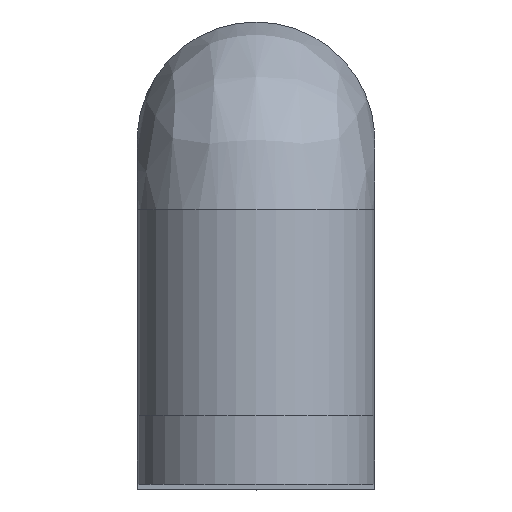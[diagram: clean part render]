
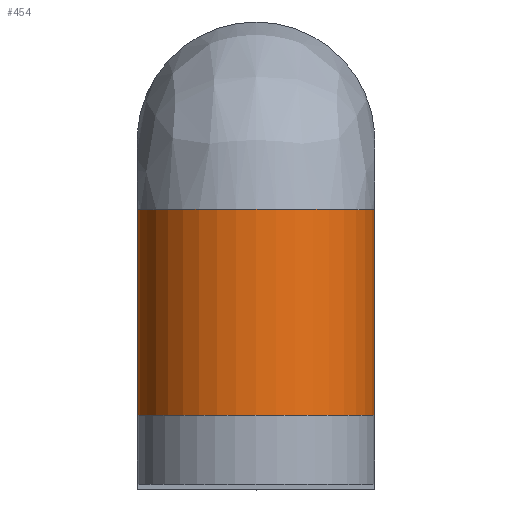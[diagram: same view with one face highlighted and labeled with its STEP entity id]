
A CAD part, top view. The second image highlights one B-rep face of the part: STEP entity #454.
In plain terms, the highlighted cylindrical face has radius 6.92 mm (diameter 13.839 mm), a partial arc.
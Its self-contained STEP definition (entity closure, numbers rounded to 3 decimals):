
#32=CYLINDRICAL_SURFACE('',#509,6.92);
#46=FACE_OUTER_BOUND('',#72,.T.);
#72=EDGE_LOOP('',(#337,#338,#339,#340));
#103=LINE('',#725,#145);
#104=LINE('',#728,#146);
#145=VECTOR('',#586,10.);
#146=VECTOR('',#589,10.);
#183=CIRCLE('',#510,6.92);
#184=CIRCLE('',#511,6.92);
#213=VERTEX_POINT('',#721);
#214=VERTEX_POINT('',#722);
#215=VERTEX_POINT('',#724);
#216=VERTEX_POINT('',#726);
#261=EDGE_CURVE('',#213,#214,#183,.T.);
#262=EDGE_CURVE('',#214,#215,#103,.T.);
#263=EDGE_CURVE('',#216,#215,#184,.T.);
#264=EDGE_CURVE('',#213,#216,#104,.T.);
#337=ORIENTED_EDGE('',*,*,#261,.T.);
#338=ORIENTED_EDGE('',*,*,#262,.T.);
#339=ORIENTED_EDGE('',*,*,#263,.F.);
#340=ORIENTED_EDGE('',*,*,#264,.F.);
#454=ADVANCED_FACE('',(#46),#32,.T.);
#509=AXIS2_PLACEMENT_3D('',#720,#582,#583);
#510=AXIS2_PLACEMENT_3D('',#723,#584,#585);
#511=AXIS2_PLACEMENT_3D('',#727,#587,#588);
#582=DIRECTION('center_axis',(0.,-1.,0.));
#583=DIRECTION('ref_axis',(0.997,0.,0.075));
#584=DIRECTION('center_axis',(0.,-1.,0.));
#585=DIRECTION('ref_axis',(0.997,0.,0.075));
#586=DIRECTION('',(0.,-1.,0.));
#587=DIRECTION('center_axis',(0.,-1.,0.));
#588=DIRECTION('ref_axis',(0.997,0.,0.075));
#589=DIRECTION('',(0.,-1.,0.));
#720=CARTESIAN_POINT('Origin',(0.,16.,77.64));
#721=CARTESIAN_POINT('',(6.9,16.,78.16));
#722=CARTESIAN_POINT('',(-6.9,16.,78.16));
#723=CARTESIAN_POINT('Origin',(0.,16.,77.64));
#724=CARTESIAN_POINT('',(-6.9,4.,78.16));
#725=CARTESIAN_POINT('',(-6.9,16.,78.16));
#726=CARTESIAN_POINT('',(6.9,4.,78.16));
#727=CARTESIAN_POINT('Origin',(0.,4.,77.64));
#728=CARTESIAN_POINT('',(6.9,16.,78.16));
